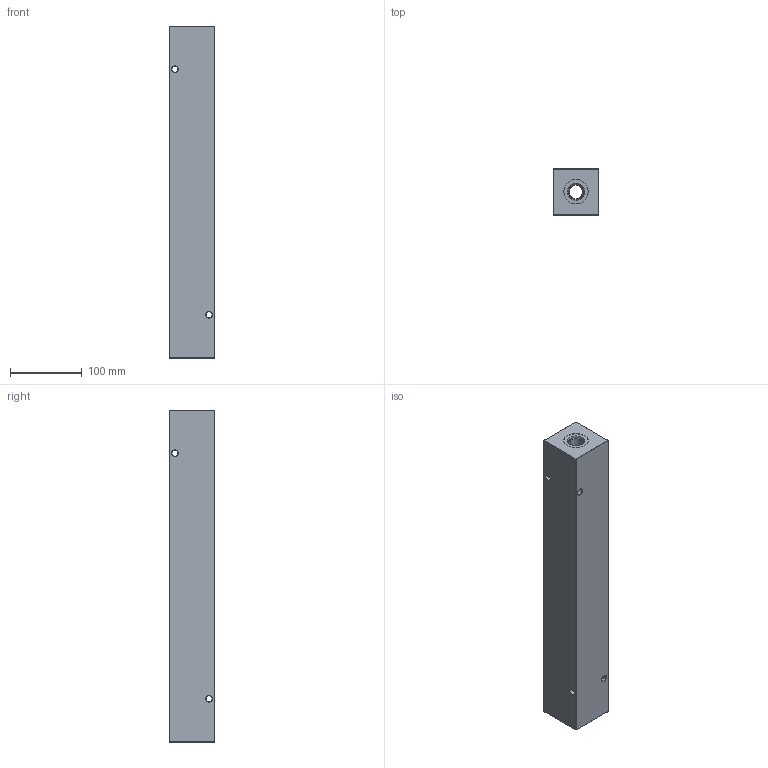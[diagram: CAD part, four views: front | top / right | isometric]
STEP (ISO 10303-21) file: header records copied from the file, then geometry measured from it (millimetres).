
FILE_DESCRIPTION (( 'STEP AP203' ), '1' );
FILE_NAME ('HM-8-0-S-10-8.STEP', '2020-10-01T21:26:13', ( '' ), ( '' ), 'SwSTEP 2.0', 'SolidWorks 2019', '' );
FILE_SCHEMA (( 'CONFIG_CONTROL_DESIGN' ));
Length unit declared in the file: inch
Products named in the file (1): HM-8-0-S-10-8
Bounding box: 63.5 x 63.5 x 463.55 mm (x, y, z)
Volume: 1671526 mm3; surface area: 165462.5 mm2
Topology: 1 solids, 1 shells, 591 faces, 1510 edges, 966 vertices
Faces by surface type: plane 230, bspline 211, cone 76, cylinder 74
Entity records: 28871 total; most frequent: CARTESIAN_POINT 15879, ORIENTED_EDGE 3020, DIRECTION 1984, EDGE_CURVE 1510, VERTEX_POINT 966, LINE 858, VECTOR 858, EDGE_LOOP 666
